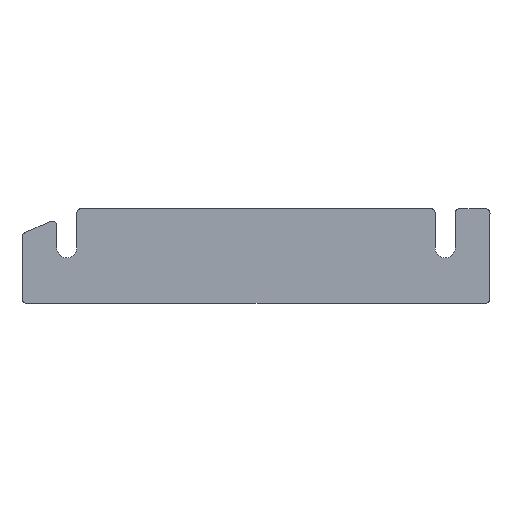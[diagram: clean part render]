
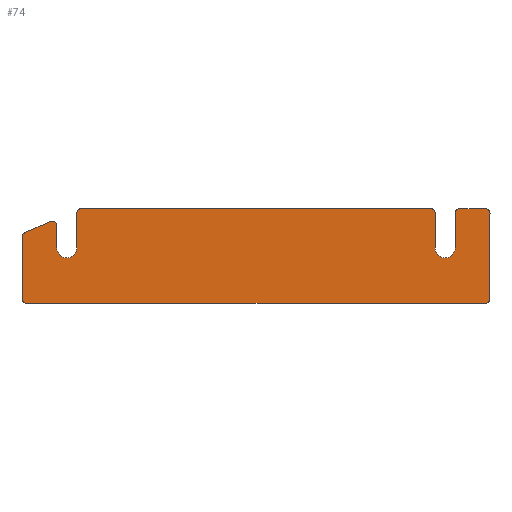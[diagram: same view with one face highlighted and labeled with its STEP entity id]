
A CAD part, top view. The second image highlights one B-rep face of the part: STEP entity #74.
In plain terms, the highlighted planar face has unit normal (0, 0, 1).
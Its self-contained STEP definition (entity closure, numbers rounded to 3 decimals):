
#44=CIRCLE('',#449,6.5);
#55=CIRCLE('',#464,3.);
#56=CIRCLE('',#465,6.5);
#57=CIRCLE('',#466,3.);
#58=CIRCLE('',#467,3.);
#59=CIRCLE('',#468,3.);
#60=CIRCLE('',#469,3.);
#61=CIRCLE('',#470,3.);
#62=CIRCLE('',#471,3.);
#63=CIRCLE('',#472,3.);
#74=ADVANCED_FACE('',(#108),#95,.T.);
#95=PLANE('',#473);
#108=FACE_OUTER_BOUND('',#130,.T.);
#130=EDGE_LOOP('',(#198,#199,#200,#201,#202,#203,#204,#205,#206,#207,#208,
#209,#210,#211,#212,#213,#214,#215,#216,#217));
#198=ORIENTED_EDGE('',*,*,#334,.F.);
#199=ORIENTED_EDGE('',*,*,#347,.T.);
#200=ORIENTED_EDGE('',*,*,#348,.F.);
#201=ORIENTED_EDGE('',*,*,#349,.F.);
#202=ORIENTED_EDGE('',*,*,#350,.F.);
#203=ORIENTED_EDGE('',*,*,#351,.T.);
#204=ORIENTED_EDGE('',*,*,#302,.F.);
#205=ORIENTED_EDGE('',*,*,#352,.T.);
#206=ORIENTED_EDGE('',*,*,#329,.F.);
#207=ORIENTED_EDGE('',*,*,#326,.F.);
#208=ORIENTED_EDGE('',*,*,#324,.F.);
#209=ORIENTED_EDGE('',*,*,#353,.T.);
#210=ORIENTED_EDGE('',*,*,#318,.F.);
#211=ORIENTED_EDGE('',*,*,#354,.T.);
#212=ORIENTED_EDGE('',*,*,#314,.F.);
#213=ORIENTED_EDGE('',*,*,#355,.T.);
#214=ORIENTED_EDGE('',*,*,#312,.F.);
#215=ORIENTED_EDGE('',*,*,#356,.T.);
#216=ORIENTED_EDGE('',*,*,#306,.F.);
#217=ORIENTED_EDGE('',*,*,#357,.T.);
#262=VERTEX_POINT('',#613);
#263=VERTEX_POINT('',#614);
#266=VERTEX_POINT('',#622);
#267=VERTEX_POINT('',#623);
#272=VERTEX_POINT('',#634);
#273=VERTEX_POINT('',#636);
#274=VERTEX_POINT('',#640);
#275=VERTEX_POINT('',#641);
#278=VERTEX_POINT('',#649);
#279=VERTEX_POINT('',#650);
#284=VERTEX_POINT('',#661);
#285=VERTEX_POINT('',#663);
#286=VERTEX_POINT('',#667);
#288=VERTEX_POINT('',#673);
#292=VERTEX_POINT('',#682);
#293=VERTEX_POINT('',#684);
#298=VERTEX_POINT('',#704);
#299=VERTEX_POINT('',#706);
#300=VERTEX_POINT('',#708);
#301=VERTEX_POINT('',#710);
#302=EDGE_CURVE('',#262,#263,#362,.T.);
#306=EDGE_CURVE('',#266,#267,#366,.T.);
#312=EDGE_CURVE('',#272,#273,#372,.T.);
#314=EDGE_CURVE('',#274,#275,#374,.T.);
#318=EDGE_CURVE('',#278,#279,#378,.T.);
#324=EDGE_CURVE('',#284,#285,#384,.T.);
#326=EDGE_CURVE('',#285,#286,#44,.T.);
#329=EDGE_CURVE('',#286,#288,#387,.T.);
#334=EDGE_CURVE('',#292,#293,#392,.T.);
#347=EDGE_CURVE('',#292,#298,#55,.T.);
#348=EDGE_CURVE('',#299,#298,#396,.T.);
#349=EDGE_CURVE('',#300,#299,#56,.T.);
#350=EDGE_CURVE('',#301,#300,#397,.T.);
#351=EDGE_CURVE('',#301,#263,#57,.T.);
#352=EDGE_CURVE('',#262,#288,#58,.T.);
#353=EDGE_CURVE('',#284,#279,#59,.T.);
#354=EDGE_CURVE('',#278,#275,#60,.T.);
#355=EDGE_CURVE('',#274,#273,#61,.T.);
#356=EDGE_CURVE('',#272,#267,#62,.T.);
#357=EDGE_CURVE('',#266,#293,#63,.T.);
#362=LINE('',#612,#402);
#366=LINE('',#621,#406);
#372=LINE('',#635,#412);
#374=LINE('',#639,#414);
#378=LINE('',#648,#418);
#384=LINE('',#662,#424);
#387=LINE('',#672,#427);
#392=LINE('',#683,#432);
#396=LINE('',#705,#436);
#397=LINE('',#709,#437);
#402=VECTOR('',#487,1.);
#406=VECTOR('',#493,1.);
#412=VECTOR('',#501,1.);
#414=VECTOR('',#505,1.);
#418=VECTOR('',#511,1.);
#424=VECTOR('',#519,1.);
#427=VECTOR('',#530,1.);
#432=VECTOR('',#537,1.);
#436=VECTOR('',#565,1.);
#437=VECTOR('',#568,1.);
#449=AXIS2_PLACEMENT_3D('',#666,#523,#524);
#464=AXIS2_PLACEMENT_3D('',#703,#563,#564);
#465=AXIS2_PLACEMENT_3D('',#707,#566,#567);
#466=AXIS2_PLACEMENT_3D('',#711,#569,#570);
#467=AXIS2_PLACEMENT_3D('',#712,#571,#572);
#468=AXIS2_PLACEMENT_3D('',#713,#573,#574);
#469=AXIS2_PLACEMENT_3D('',#714,#575,#576);
#470=AXIS2_PLACEMENT_3D('',#715,#577,#578);
#471=AXIS2_PLACEMENT_3D('',#716,#579,#580);
#472=AXIS2_PLACEMENT_3D('',#717,#581,#582);
#473=AXIS2_PLACEMENT_3D('',#718,#583,#584);
#487=DIRECTION('',(1.,0.,0.));
#493=DIRECTION('',(0.,-1.,0.));
#501=DIRECTION('',(-1.,0.,0.));
#505=DIRECTION('',(0.,1.,0.));
#511=DIRECTION('',(0.914,0.406,0.));
#519=DIRECTION('',(0.,-1.,0.));
#523=DIRECTION('',(0.,0.,1.));
#524=DIRECTION('',(-1.,0.,0.));
#530=DIRECTION('',(0.,1.,0.));
#537=DIRECTION('',(1.,0.,0.));
#563=DIRECTION('',(0.,0.,1.));
#564=DIRECTION('',(1.,0.,0.));
#565=DIRECTION('',(0.,1.,0.));
#566=DIRECTION('',(0.,0.,1.));
#567=DIRECTION('',(1.,0.,0.));
#568=DIRECTION('',(0.,-1.,0.));
#569=DIRECTION('',(0.,0.,1.));
#570=DIRECTION('',(1.,0.,0.));
#571=DIRECTION('',(0.,0.,1.));
#572=DIRECTION('',(1.,0.,0.));
#573=DIRECTION('',(0.,0.,1.));
#574=DIRECTION('',(1.,0.,0.));
#575=DIRECTION('',(0.,0.,1.));
#576=DIRECTION('',(1.,0.,0.));
#577=DIRECTION('',(0.,0.,1.));
#578=DIRECTION('',(1.,0.,0.));
#579=DIRECTION('',(0.,0.,1.));
#580=DIRECTION('',(1.,0.,0.));
#581=DIRECTION('',(0.,0.,1.));
#582=DIRECTION('',(1.,0.,0.));
#583=DIRECTION('',(0.,0.,1.));
#584=DIRECTION('',(1.,0.,0.));
#612=CARTESIAN_POINT('',(35.5,61.5,1.));
#613=CARTESIAN_POINT('',(38.5,61.5,1.));
#614=CARTESIAN_POINT('',(264.457,61.5,1.));
#621=CARTESIAN_POINT('',(303.,61.5,1.));
#622=CARTESIAN_POINT('',(303.,58.5,1.));
#623=CARTESIAN_POINT('',(303.,3.,1.));
#634=CARTESIAN_POINT('',(300.,0.,1.));
#635=CARTESIAN_POINT('',(198.,0.,1.));
#636=CARTESIAN_POINT('',(3.,0.,1.));
#639=CARTESIAN_POINT('',(0.,0.,1.));
#640=CARTESIAN_POINT('',(0.,3.,1.));
#641=CARTESIAN_POINT('',(0.,43.05,1.));
#648=CARTESIAN_POINT('',(0.,45.,1.));
#649=CARTESIAN_POINT('',(1.782,45.792,1.));
#650=CARTESIAN_POINT('',(18.282,53.125,1.));
#661=CARTESIAN_POINT('',(22.5,50.384,1.));
#662=CARTESIAN_POINT('',(22.5,55.,1.));
#663=CARTESIAN_POINT('',(22.5,36.,1.));
#666=CARTESIAN_POINT('',(29.,36.,1.));
#667=CARTESIAN_POINT('',(35.5,36.,1.));
#672=CARTESIAN_POINT('',(35.5,36.,1.));
#673=CARTESIAN_POINT('',(35.5,58.5,1.));
#682=CARTESIAN_POINT('',(283.457,61.5,1.));
#683=CARTESIAN_POINT('',(35.5,61.5,1.));
#684=CARTESIAN_POINT('',(300.,61.5,1.));
#703=CARTESIAN_POINT('',(283.457,58.5,1.));
#704=CARTESIAN_POINT('',(280.457,58.5,1.));
#705=CARTESIAN_POINT('',(280.457,36.,1.));
#706=CARTESIAN_POINT('',(280.457,36.,1.));
#707=CARTESIAN_POINT('',(273.957,36.,1.));
#708=CARTESIAN_POINT('',(267.457,36.,1.));
#709=CARTESIAN_POINT('',(267.457,65.983,1.));
#710=CARTESIAN_POINT('',(267.457,58.5,1.));
#711=CARTESIAN_POINT('',(264.457,58.5,1.));
#712=CARTESIAN_POINT('',(38.5,58.5,1.));
#713=CARTESIAN_POINT('',(19.5,50.384,1.));
#714=CARTESIAN_POINT('',(3.,43.05,1.));
#715=CARTESIAN_POINT('',(3.,3.,1.));
#716=CARTESIAN_POINT('',(300.,3.,1.));
#717=CARTESIAN_POINT('',(300.,58.5,1.));
#718=CARTESIAN_POINT('',(29.,36.,1.));
